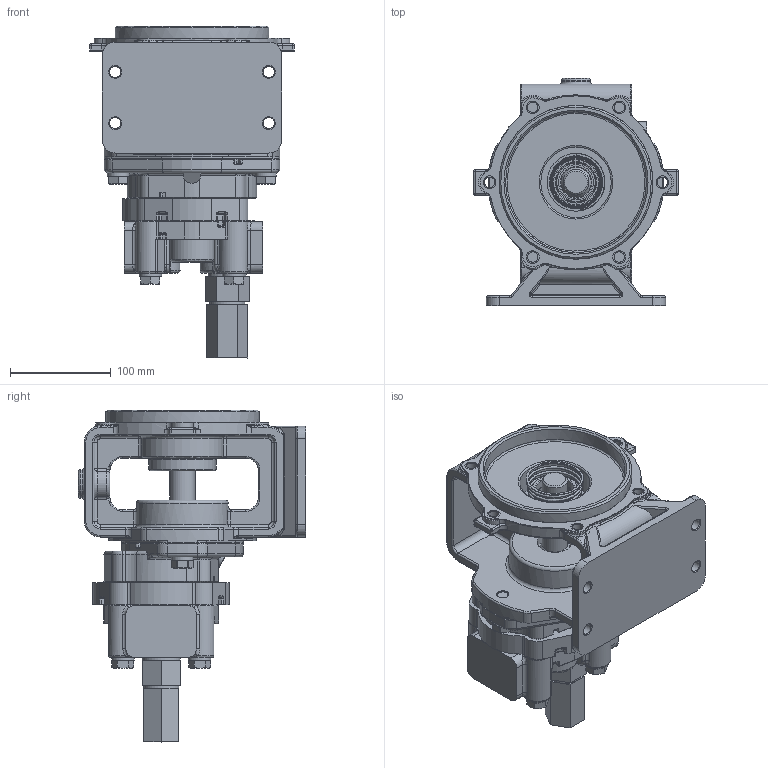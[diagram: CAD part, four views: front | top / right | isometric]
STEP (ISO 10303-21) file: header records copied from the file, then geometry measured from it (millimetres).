
FILE_DESCRIPTION(/* description */ ('CI HYD ADAPTER'),/* implementation_level */ '2;1');
FILE_NAME(/* name */ '18600.stp',/* time_stamp */ '2015-06-12T14:39:57-04:00',/* author */ ('mclevenger'),/* organization */ (''),/* preprocessor_version */ 'ST-DEVELOPER v15.6',/* originating_system */ 'Autodesk Inventor 2015',/* authorisation */ '');
FILE_SCHEMA (('AUTOMOTIVE_DESIGN { 1 0 10303 214 3 1 1 }'));
Products named in the file (11): 18049; 18021; 18055; 18125; 18502; HY10121; 17449; 18058; HY10122; HY10123; 18600
Assembly tree (12 placements, depth 2):
  18600
    18049
    18021
    18055
    18125
    18502
    HY10121
    17449  x2
    18058  x2
    HY10122
    HY10123
Bounding box: 203.2 x 225.3 x 329.31 mm (x, y, z)
Volume: 2786081.7 mm3; surface area: 508289.3 mm2
Topology: 12 solids, 74 shells, 1911 faces, 4409 edges, 2551 vertices
Faces by surface type: cylinder 744, plane 420, cone 371, torus 209, bspline 125, sphere 42
Full cylindrical faces by diameter (mm): 4.775 x1, 10.319 x6, 10.592 x2, 11.112 x13, 11.113 x1, 12.7 x8, 13.106 x4, 13.386 x1, 14.224 x4, 14.529 x2, 15.875 x1, 15.889 x4, 18.542 x4, 19.012 x1, 21.336 x2, 22.225 x4, 22.226 x1, 23.767 x4, 25.324 x1, 25.387 x1, 28.575 x1, 29.867 x4, 30 x1, 30.01 x1, 31.242 x1, 34.925 x2, 36.35 x2, 38.1 x3, 38.316 x1, 38.862 x2
Entity records: 58452 total; most frequent: CARTESIAN_POINT 19707, DIRECTION 8444, ORIENTED_EDGE 7356, EDGE_CURVE 3675, AXIS2_PLACEMENT_3D 3531, VERTEX_POINT 2325, EDGE_LOOP 2190, CIRCLE 1820
